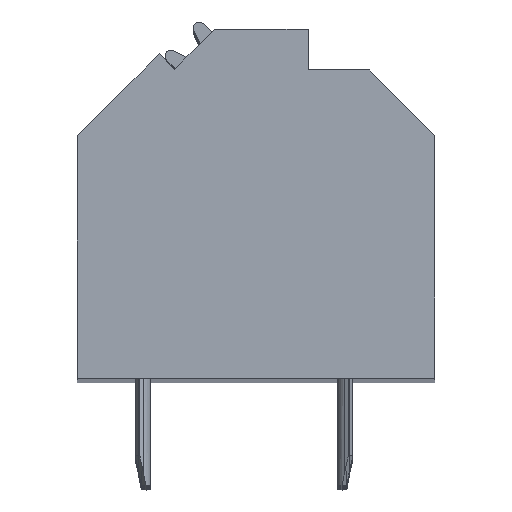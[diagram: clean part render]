
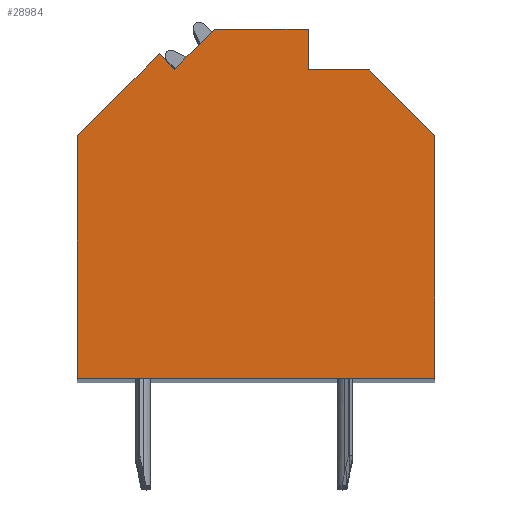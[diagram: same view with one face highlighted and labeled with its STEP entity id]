
A CAD part, top view. The second image highlights one B-rep face of the part: STEP entity #28984.
In plain terms, the highlighted planar face has unit normal (0, 0, 1).
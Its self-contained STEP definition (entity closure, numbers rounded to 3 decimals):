
#9033=DIRECTION('',(-0.707,-0.707,0.));
#9034=VECTOR('',#9033,1.897);
#9035=CARTESIAN_POINT('',(-1.39,5.718,87.225));
#9036=LINE('',#9035,#9034);
#9037=DIRECTION('',(-1.,0.,0.));
#9038=VECTOR('',#9037,3.14);
#9039=CARTESIAN_POINT('',(1.75,5.718,87.225));
#9040=LINE('',#9039,#9038);
#9041=DIRECTION('',(0.,1.,0.));
#9042=VECTOR('',#9041,1.368);
#9043=CARTESIAN_POINT('',(1.75,4.35,87.225));
#9044=LINE('',#9043,#9042);
#9045=DIRECTION('',(-1.,0.,0.));
#9046=VECTOR('',#9045,2.05);
#9047=CARTESIAN_POINT('',(3.8,4.35,87.225));
#9048=LINE('',#9047,#9046);
#9049=DIRECTION('',(-0.707,0.707,0.));
#9050=VECTOR('',#9049,3.111);
#9051=CARTESIAN_POINT('',(6.,2.15,87.225));
#9052=LINE('',#9051,#9050);
#9053=DIRECTION('',(0.,1.,0.));
#9054=VECTOR('',#9053,8.15);
#9055=CARTESIAN_POINT('',(6.,-6.,87.225));
#9056=LINE('',#9055,#9054);
#9057=DIRECTION('',(1.,0.,0.));
#9058=VECTOR('',#9057,12.);
#9059=CARTESIAN_POINT('',(-6.,-6.,87.225));
#9060=LINE('',#9059,#9058);
#9061=DIRECTION('',(0.,-1.,0.));
#9062=VECTOR('',#9061,8.14);
#9063=CARTESIAN_POINT('',(-6.,2.14,87.225));
#9064=LINE('',#9063,#9062);
#9065=DIRECTION('',(-0.707,-0.707,0.));
#9066=VECTOR('',#9065,3.892);
#9067=CARTESIAN_POINT('',(-3.248,4.892,87.225));
#9068=LINE('',#9067,#9066);
#9069=DIRECTION('',(-0.707,0.707,0.));
#9070=VECTOR('',#9069,0.73);
#9071=CARTESIAN_POINT('',(-2.732,4.376,87.225));
#9072=LINE('',#9071,#9070);
#13465=CARTESIAN_POINT('',(-1.39,5.718,87.225));
#13466=CARTESIAN_POINT('',(-2.732,4.376,87.225));
#13467=VERTEX_POINT('',#13465);
#13468=VERTEX_POINT('',#13466);
#13469=CARTESIAN_POINT('',(-3.248,4.892,87.225));
#13470=VERTEX_POINT('',#13469);
#13471=CARTESIAN_POINT('',(-6.,2.14,87.225));
#13472=VERTEX_POINT('',#13471);
#13473=CARTESIAN_POINT('',(-6.,-6.,87.225));
#13474=VERTEX_POINT('',#13473);
#13475=CARTESIAN_POINT('',(6.,-6.,87.225));
#13476=VERTEX_POINT('',#13475);
#13477=CARTESIAN_POINT('',(6.,2.15,87.225));
#13478=VERTEX_POINT('',#13477);
#13479=CARTESIAN_POINT('',(3.8,4.35,87.225));
#13480=VERTEX_POINT('',#13479);
#13481=CARTESIAN_POINT('',(1.75,4.35,87.225));
#13482=VERTEX_POINT('',#13481);
#13483=CARTESIAN_POINT('',(1.75,5.718,87.225));
#13484=VERTEX_POINT('',#13483);
#28967=CARTESIAN_POINT('',(0.,0.,87.225));
#28968=DIRECTION('',(0.,0.,1.));
#28969=DIRECTION('',(1.,0.,0.));
#28970=AXIS2_PLACEMENT_3D('',#28967,#28968,#28969);
#28971=PLANE('',#28970);
#28972=ORIENTED_EDGE('',*,*,#18083,.F.);
#28973=ORIENTED_EDGE('',*,*,#22674,.F.);
#28974=ORIENTED_EDGE('',*,*,#22688,.F.);
#28975=ORIENTED_EDGE('',*,*,#22702,.F.);
#28976=ORIENTED_EDGE('',*,*,#22716,.F.);
#28977=ORIENTED_EDGE('',*,*,#22730,.F.);
#28978=ORIENTED_EDGE('',*,*,#22744,.F.);
#28979=ORIENTED_EDGE('',*,*,#23589,.F.);
#28980=ORIENTED_EDGE('',*,*,#24245,.F.);
#28981=ORIENTED_EDGE('',*,*,#17552,.F.);
#28982=EDGE_LOOP('',(#28972,#28973,#28974,#28975,#28976,#28977,#28978,#28979,
#28980,#28981));
#28983=FACE_OUTER_BOUND('',#28982,.F.);
#17552=EDGE_CURVE('',#13468,#13470,#9072,.T.);
#18083=EDGE_CURVE('',#13467,#13468,#9036,.T.);
#22674=EDGE_CURVE('',#13484,#13467,#9040,.T.);
#22688=EDGE_CURVE('',#13482,#13484,#9044,.T.);
#22702=EDGE_CURVE('',#13480,#13482,#9048,.T.);
#22716=EDGE_CURVE('',#13478,#13480,#9052,.T.);
#22730=EDGE_CURVE('',#13476,#13478,#9056,.T.);
#22744=EDGE_CURVE('',#13474,#13476,#9060,.T.);
#23589=EDGE_CURVE('',#13472,#13474,#9064,.T.);
#24245=EDGE_CURVE('',#13470,#13472,#9068,.T.);
#28984=ADVANCED_FACE('',(#28983),#28971,.T.);
